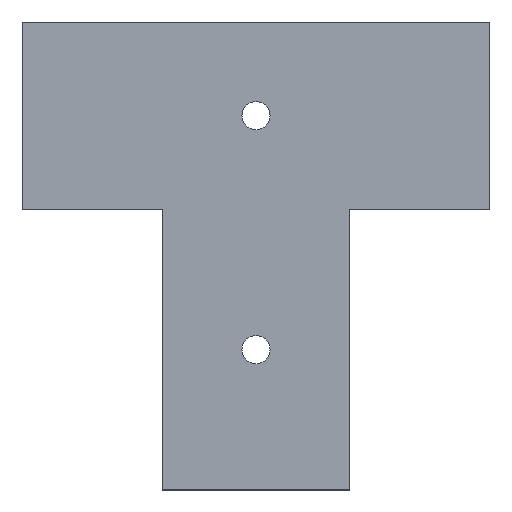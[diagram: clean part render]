
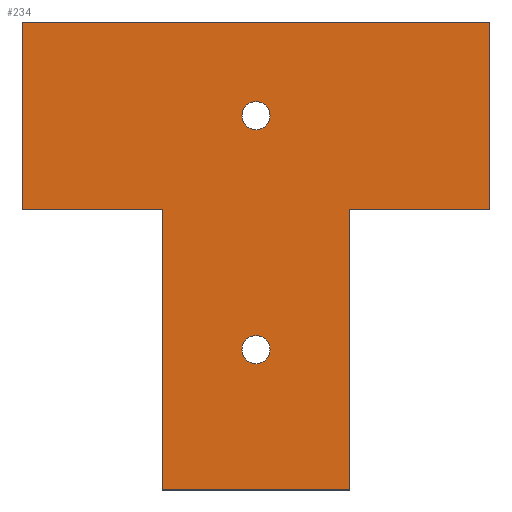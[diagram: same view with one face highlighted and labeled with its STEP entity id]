
A CAD part, top view. The second image highlights one B-rep face of the part: STEP entity #234.
In plain terms, the highlighted planar face has unit normal (0, 0, 1).
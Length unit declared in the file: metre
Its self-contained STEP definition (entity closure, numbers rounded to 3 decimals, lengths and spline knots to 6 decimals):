
#20=CIRCLE('',#257,0.003);
#22=CIRCLE('',#260,0.003);
#62=ORIENTED_EDGE('',*,*,#106,.F.);
#63=ORIENTED_EDGE('',*,*,#104,.F.);
#64=ORIENTED_EDGE('',*,*,#84,.F.);
#65=ORIENTED_EDGE('',*,*,#88,.T.);
#66=ORIENTED_EDGE('',*,*,#91,.T.);
#67=ORIENTED_EDGE('',*,*,#94,.T.);
#68=ORIENTED_EDGE('',*,*,#97,.F.);
#69=ORIENTED_EDGE('',*,*,#100,.T.);
#70=ORIENTED_EDGE('',*,*,#103,.T.);
#71=ORIENTED_EDGE('',*,*,#109,.F.);
#84=EDGE_CURVE('',#112,#113,#132,.T.);
#88=EDGE_CURVE('',#112,#115,#136,.T.);
#91=EDGE_CURVE('',#115,#117,#139,.T.);
#94=EDGE_CURVE('',#117,#119,#142,.T.);
#97=EDGE_CURVE('',#121,#119,#145,.T.);
#100=EDGE_CURVE('',#121,#123,#148,.T.);
#103=EDGE_CURVE('',#123,#125,#151,.T.);
#104=EDGE_CURVE('',#126,#126,#20,.T.);
#106=EDGE_CURVE('',#128,#128,#22,.T.);
#109=EDGE_CURVE('',#113,#125,#153,.T.);
#112=VERTEX_POINT('',#329);
#113=VERTEX_POINT('',#331);
#115=VERTEX_POINT('',#337);
#117=VERTEX_POINT('',#343);
#119=VERTEX_POINT('',#349);
#121=VERTEX_POINT('',#355);
#123=VERTEX_POINT('',#361);
#125=VERTEX_POINT('',#367);
#126=VERTEX_POINT('',#371);
#128=VERTEX_POINT('',#376);
#132=LINE('',#330,#156);
#136=LINE('',#338,#160);
#139=LINE('',#344,#163);
#142=LINE('',#350,#166);
#145=LINE('',#356,#169);
#148=LINE('',#362,#172);
#151=LINE('',#368,#175);
#153=LINE('',#381,#177);
#156=VECTOR('',#271,1.);
#160=VECTOR('',#277,1.);
#163=VECTOR('',#282,1.);
#166=VECTOR('',#287,1.);
#169=VECTOR('',#292,1.);
#172=VECTOR('',#297,1.);
#175=VECTOR('',#302,1.);
#177=VECTOR('',#318,1.);
#190=EDGE_LOOP('',(#62));
#191=EDGE_LOOP('',(#63));
#192=EDGE_LOOP('',(#64,#65,#66,#67,#68,#69,#70,#71));
#208=FACE_BOUND('',#190,.T.);
#209=FACE_BOUND('',#191,.T.);
#210=FACE_BOUND('',#192,.T.);
#222=PLANE('',#263);
#234=ADVANCED_FACE('',(#208,#209,#210),#222,.T.);
#257=AXIS2_PLACEMENT_3D('',#370,#305,#306);
#260=AXIS2_PLACEMENT_3D('',#375,#311,#312);
#263=AXIS2_PLACEMENT_3D('',#382,#319,#320);
#271=DIRECTION('',(0.,1.,0.));
#277=DIRECTION('',(1.,0.,0.));
#282=DIRECTION('',(0.,-1.,0.));
#287=DIRECTION('',(1.,0.,0.));
#292=DIRECTION('',(0.,-1.,0.));
#297=DIRECTION('',(1.,0.,0.));
#302=DIRECTION('',(0.,1.,0.));
#305=DIRECTION('',(0.,0.,1.));
#306=DIRECTION('',(1.,0.,0.));
#311=DIRECTION('',(0.,0.,1.));
#312=DIRECTION('',(1.,0.,0.));
#318=DIRECTION('',(1.,0.,0.));
#319=DIRECTION('',(0.,0.,1.));
#320=DIRECTION('',(1.,0.,0.));
#329=CARTESIAN_POINT('',(0.,0.,0.004));
#330=CARTESIAN_POINT('',(0.,0.02,0.004));
#331=CARTESIAN_POINT('',(0.,0.04,0.004));
#337=CARTESIAN_POINT('',(0.03,0.,0.004));
#338=CARTESIAN_POINT('',(0.015,0.,0.004));
#343=CARTESIAN_POINT('',(0.03,-0.06,0.004));
#344=CARTESIAN_POINT('',(0.03,-0.03,0.004));
#349=CARTESIAN_POINT('',(0.07,-0.06,0.004));
#350=CARTESIAN_POINT('',(0.05,-0.06,0.004));
#355=CARTESIAN_POINT('',(0.07,0.,0.004));
#356=CARTESIAN_POINT('',(0.07,-0.03,0.004));
#361=CARTESIAN_POINT('',(0.1,0.,0.004));
#362=CARTESIAN_POINT('',(0.085,0.,0.004));
#367=CARTESIAN_POINT('',(0.1,0.04,0.004));
#368=CARTESIAN_POINT('',(0.1,0.02,0.004));
#370=CARTESIAN_POINT('',(0.05,0.02,0.004));
#371=CARTESIAN_POINT('',(0.053,0.02,0.004));
#375=CARTESIAN_POINT('',(0.05,-0.03,0.004));
#376=CARTESIAN_POINT('',(0.053,-0.03,0.004));
#381=CARTESIAN_POINT('',(0.05,0.04,0.004));
#382=CARTESIAN_POINT('',(0.05,-0.01,0.004));
